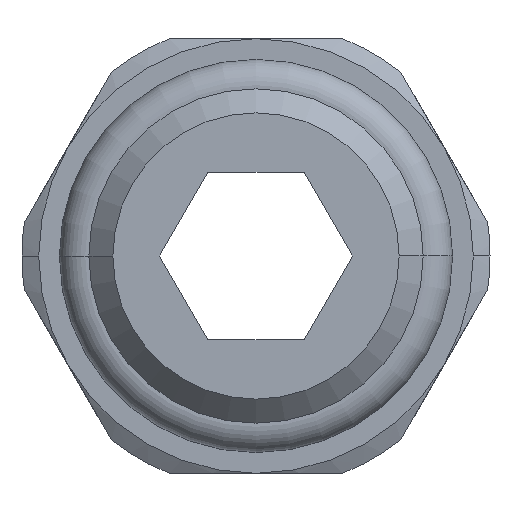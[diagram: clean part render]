
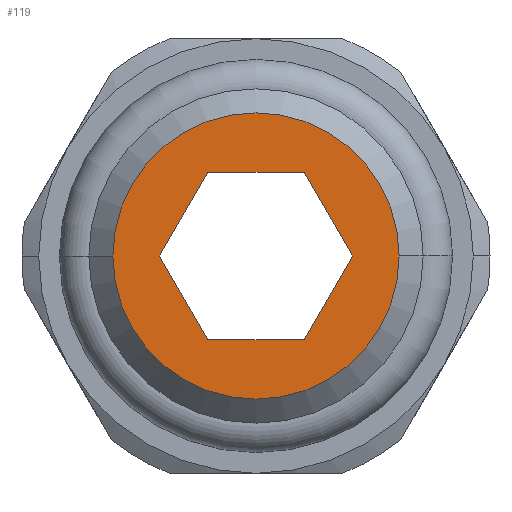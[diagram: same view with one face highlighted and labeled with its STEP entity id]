
A CAD part, front view. The second image highlights one B-rep face of the part: STEP entity #119.
In plain terms, the highlighted planar face has unit normal (0, -1, 0).
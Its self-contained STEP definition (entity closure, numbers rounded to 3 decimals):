
#119=ADVANCED_FACE('',(#275,#276),#277,.T.);
#275=FACE_BOUND('',#441,.T.);
#276=FACE_OUTER_BOUND('',#442,.T.);
#277=PLANE('',#443);
#441=EDGE_LOOP('',(#1014,#1015,#1016,#1017,#1018,#1019));
#442=EDGE_LOOP('',(#1020,#1021));
#443=AXIS2_PLACEMENT_3D('',#1022,#1023,#1024);
#1014=ORIENTED_EDGE('',*,*,#1146,.T.);
#1015=ORIENTED_EDGE('',*,*,#1143,.T.);
#1016=ORIENTED_EDGE('',*,*,#1140,.T.);
#1017=ORIENTED_EDGE('',*,*,#1137,.T.);
#1018=ORIENTED_EDGE('',*,*,#1152,.T.);
#1019=ORIENTED_EDGE('',*,*,#1149,.T.);
#1020=ORIENTED_EDGE('',*,*,#1088,.F.);
#1021=ORIENTED_EDGE('',*,*,#1255,.F.);
#1022=CARTESIAN_POINT('',(-2.141,0.,0.0));
#1023=DIRECTION('',(0.,-1.0,0.0));
#1024=DIRECTION('',(1.0,0.,-0.0));
#1088=EDGE_CURVE('',#1318,#1320,#1321,.T.);
#1137=EDGE_CURVE('',#1409,#1407,#1410,.T.);
#1140=EDGE_CURVE('',#1414,#1409,#1415,.T.);
#1143=EDGE_CURVE('',#1419,#1414,#1420,.T.);
#1146=EDGE_CURVE('',#1424,#1419,#1425,.T.);
#1149=EDGE_CURVE('',#1429,#1424,#1430,.T.);
#1152=EDGE_CURVE('',#1407,#1429,#1433,.T.);
#1255=EDGE_CURVE('',#1320,#1318,#1590,.T.);
#1318=VERTEX_POINT('',#1631);
#1320=VERTEX_POINT('',#1634);
#1321=CIRCLE('',#1635,4.283);
#1407=VERTEX_POINT('',#1785);
#1409=VERTEX_POINT('',#1788);
#1410=LINE('',#1789,#1790);
#1414=VERTEX_POINT('',#1796);
#1415=LINE('',#1797,#1798);
#1419=VERTEX_POINT('',#1804);
#1420=LINE('',#1805,#1806);
#1424=VERTEX_POINT('',#1812);
#1425=LINE('',#1813,#1814);
#1429=VERTEX_POINT('',#1820);
#1430=LINE('',#1821,#1822);
#1433=LINE('',#1827,#1828);
#1590=CIRCLE('',#2239,4.283);
#1631=CARTESIAN_POINT('',(-4.283,0.,0.0));
#1634=CARTESIAN_POINT('',(4.283,0.0,0.));
#1635=AXIS2_PLACEMENT_3D('',#2292,#2293,#2294);
#1785=CARTESIAN_POINT('',(-2.887,0.0,0.));
#1788=CARTESIAN_POINT('',(-1.443,0.0,-2.5));
#1789=CARTESIAN_POINT('',(-2.433,0.,-0.786));
#1790=VECTOR('',#2385,1.0);
#1796=CARTESIAN_POINT('',(1.443,0.0,-2.5));
#1797=CARTESIAN_POINT('',(-1.071,0.0,-2.5));
#1798=VECTOR('',#2388,1.0);
#1804=CARTESIAN_POINT('',(2.887,0.0,0.));
#1805=CARTESIAN_POINT('',(1.897,0.0,-1.714));
#1806=VECTOR('',#2391,1.0);
#1812=CARTESIAN_POINT('',(1.443,0.0,2.5));
#1813=CARTESIAN_POINT('',(1.897,0.0,1.714));
#1814=VECTOR('',#2394,1.0);
#1820=CARTESIAN_POINT('',(-1.443,0.0,2.5));
#1821=CARTESIAN_POINT('',(-1.071,0.0,2.5));
#1822=VECTOR('',#2397,1.0);
#1827=CARTESIAN_POINT('',(-2.433,0.0,0.786));
#1828=VECTOR('',#2400,1.0);
#2239=AXIS2_PLACEMENT_3D('',#2579,#2580,#2581);
#2292=CARTESIAN_POINT('',(0.0,0.0,0.0));
#2293=DIRECTION('',(0.0,1.0,0.0));
#2294=DIRECTION('',(-1.0,0.0,0.0));
#2385=DIRECTION('',(-0.5,0.,0.866));
#2388=DIRECTION('',(-1.0,0.,0.0));
#2391=DIRECTION('',(-0.5,0.,-0.866));
#2394=DIRECTION('',(0.5,0.,-0.866));
#2397=DIRECTION('',(1.0,0.,0.));
#2400=DIRECTION('',(0.5,0.,0.866));
#2579=CARTESIAN_POINT('',(0.0,0.0,0.0));
#2580=DIRECTION('',(0.0,1.0,0.0));
#2581=DIRECTION('',(-1.0,0.0,0.0));
